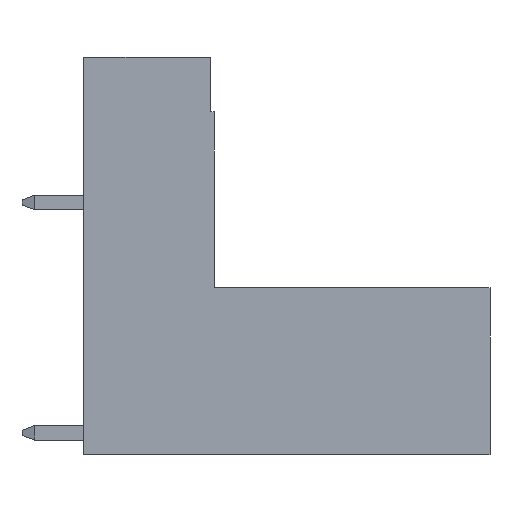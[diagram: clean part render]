
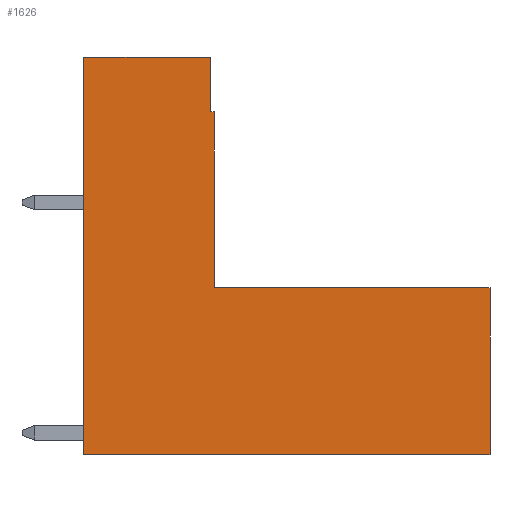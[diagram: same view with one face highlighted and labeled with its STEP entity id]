
A CAD part, left-side view. The second image highlights one B-rep face of the part: STEP entity #1626.
In plain terms, the highlighted planar face has unit normal (-1, 0, 0).
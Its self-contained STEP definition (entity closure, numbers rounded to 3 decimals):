
#1626 = ADVANCED_FACE( '', ( #3399 ), #3400, .T. );
#3399 = FACE_OUTER_BOUND( '', #5325, .T. );
#3400 = PLANE( '', #5326 );
#5325 = EDGE_LOOP( '', ( #9939, #9940, #9941, #9942, #9943, #9944, #9945, #9946 ) );
#5326 = AXIS2_PLACEMENT_3D( '', #9947, #9948, #9949 );
#9939 = ORIENTED_EDGE( '', *, *, #12846, .F. );
#9940 = ORIENTED_EDGE( '', *, *, #13725, .F. );
#9941 = ORIENTED_EDGE( '', *, *, #12904, .T. );
#9942 = ORIENTED_EDGE( '', *, *, #12127, .T. );
#9943 = ORIENTED_EDGE( '', *, *, #12531, .T. );
#9944 = ORIENTED_EDGE( '', *, *, #12503, .T. );
#9945 = ORIENTED_EDGE( '', *, *, #12413, .T. );
#9946 = ORIENTED_EDGE( '', *, *, #13611, .T. );
#9947 = CARTESIAN_POINT( '', ( -9.92, 0., 0. ) );
#9948 = DIRECTION( '', ( -1., 0., 0. ) );
#9949 = DIRECTION( '', ( 0., 0., 1. ) );
#12127 = EDGE_CURVE( '', #14726, #14724, #14727, .T. );
#12413 = EDGE_CURVE( '', #15231, #15229, #15232, .T. );
#12503 = EDGE_CURVE( '', #15376, #15231, #15377, .T. );
#12531 = EDGE_CURVE( '', #14724, #15376, #15419, .T. );
#12846 = EDGE_CURVE( '', #15909, #15911, #15912, .T. );
#12904 = EDGE_CURVE( '', #16004, #14726, #16005, .T. );
#13611 = EDGE_CURVE( '', #15229, #15911, #16975, .T. );
#13725 = EDGE_CURVE( '', #16004, #15909, #17110, .T. );
#14724 = VERTEX_POINT( '', #18423 );
#14726 = VERTEX_POINT( '', #18426 );
#14727 = LINE( '', #18427, #18428 );
#15229 = VERTEX_POINT( '', #19179 );
#15231 = VERTEX_POINT( '', #19182 );
#15232 = LINE( '', #19183, #19184 );
#15376 = VERTEX_POINT( '', #19393 );
#15377 = LINE( '', #19394, #19395 );
#15419 = LINE( '', #19458, #19459 );
#15909 = VERTEX_POINT( '', #20183 );
#15911 = VERTEX_POINT( '', #20186 );
#15912 = LINE( '', #20187, #20188 );
#16004 = VERTEX_POINT( '', #20330 );
#16005 = LINE( '', #20331, #20332 );
#16975 = LINE( '', #21800, #21801 );
#17110 = LINE( '', #22002, #22003 );
#18423 = CARTESIAN_POINT( '', ( -9.92, 11.2, -4.6 ) );
#18426 = CARTESIAN_POINT( '', ( -9.92, 11.2, 17.3 ) );
#18427 = CARTESIAN_POINT( '', ( -9.92, 11.2, 17.3 ) );
#18428 = VECTOR( '', #22857, 1000. );
#19179 = CARTESIAN_POINT( '', ( -9.92, 4., 4.6 ) );
#19182 = CARTESIAN_POINT( '', ( -9.92, -11.2, 4.6 ) );
#19183 = CARTESIAN_POINT( '', ( -9.92, -11.2, 4.6 ) );
#19184 = VECTOR( '', #23132, 1000. );
#19393 = CARTESIAN_POINT( '', ( -9.92, -11.2, -4.6 ) );
#19394 = CARTESIAN_POINT( '', ( -9.92, -11.2, -4.6 ) );
#19395 = VECTOR( '', #23210, 1000. );
#19458 = CARTESIAN_POINT( '', ( -9.92, 11.2, -4.6 ) );
#19459 = VECTOR( '', #23232, 1000. );
#20183 = CARTESIAN_POINT( '', ( -9.92, 4.2, 14.3 ) );
#20186 = CARTESIAN_POINT( '', ( -9.92, 4., 14.3 ) );
#20187 = CARTESIAN_POINT( '', ( -9.92, 4.2, 14.3 ) );
#20188 = VECTOR( '', #23504, 1000. );
#20330 = CARTESIAN_POINT( '', ( -9.92, 4.2, 17.3 ) );
#20331 = CARTESIAN_POINT( '', ( -9.92, 4., 17.3 ) );
#20332 = VECTOR( '', #23558, 1000. );
#21800 = CARTESIAN_POINT( '', ( -9.92, 4., 4.6 ) );
#21801 = VECTOR( '', #24108, 1000. );
#22002 = CARTESIAN_POINT( '', ( -9.92, 4.2, 17.3 ) );
#22003 = VECTOR( '', #24178, 1000. );
#22857 = DIRECTION( '', ( 0., 0., -1. ) );
#23132 = DIRECTION( '', ( 0., 1., 0. ) );
#23210 = DIRECTION( '', ( 0., 0., 1. ) );
#23232 = DIRECTION( '', ( 0., -1., 0. ) );
#23504 = DIRECTION( '', ( 0., -1., 0. ) );
#23558 = DIRECTION( '', ( 0., 1., 0. ) );
#24108 = DIRECTION( '', ( 0., 0., 1. ) );
#24178 = DIRECTION( '', ( 0., 0., -1. ) );
